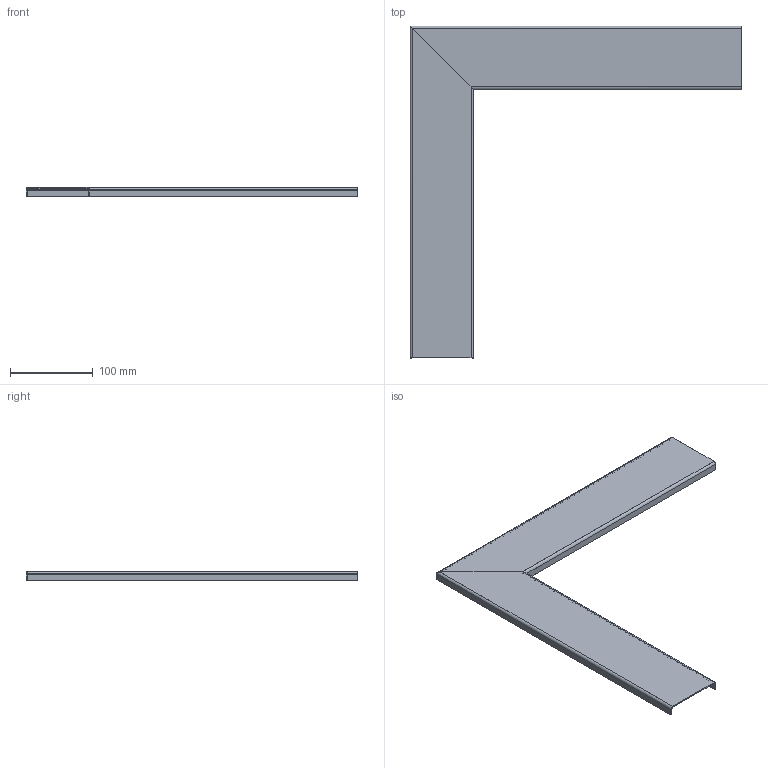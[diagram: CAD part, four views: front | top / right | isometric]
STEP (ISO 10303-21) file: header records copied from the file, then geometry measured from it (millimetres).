
FILE_DESCRIPTION (( 'STEP AP214' ), '1' );
FILE_NAME ('6279734.stp', '2016-06-20T10:59:51', ( '' ), ( '' ), 'SwSTEP 2.0', 'SolidWorks 2014', '' );
FILE_SCHEMA (( 'AUTOMOTIVE_DESIGN' ));
Length unit declared in the file: millimetre
Products named in the file (3): 028362T1_GA-OTF, links; 028362T1_GA-OTF, rechts; 6279734
Assembly tree (2 placements, depth 2):
  6279734
    028362T1_GA-OTF, links
    028362T1_GA-OTF, rechts
Bounding box: 400 x 400 x 11.18 mm (x, y, z)
Volume: 100320 mm3; surface area: 138792.1 mm2
Topology: 2 solids, 2 shells, 36 faces, 96 edges, 64 vertices
Faces by surface type: plane 20, cylinder 16
Entity records: 1226 total; most frequent: CARTESIAN_POINT 249, ORIENTED_EDGE 192, DIRECTION 178, EDGE_CURVE 96, LINE 64, VERTEX_POINT 64, VECTOR 64, AXIS2_PLACEMENT_3D 57
